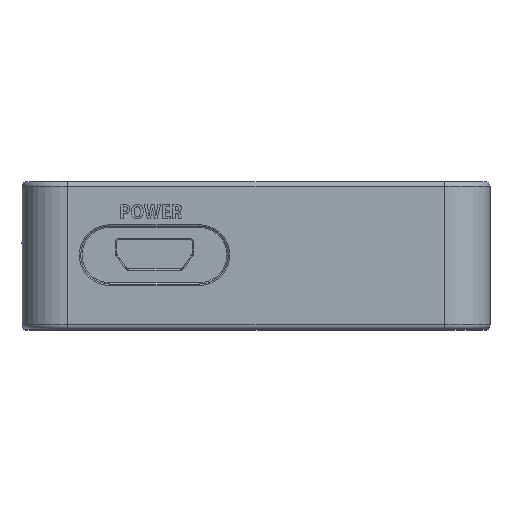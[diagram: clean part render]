
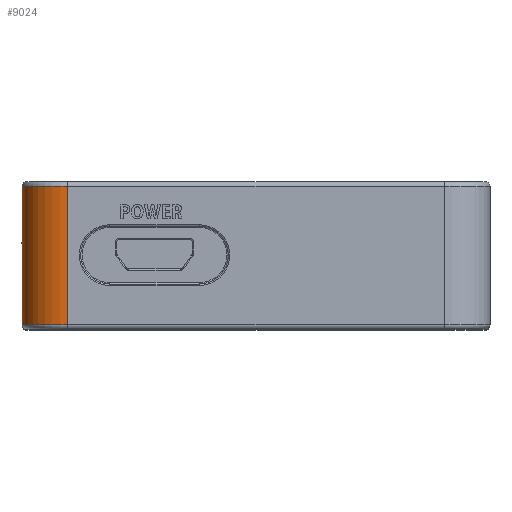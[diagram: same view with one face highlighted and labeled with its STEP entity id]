
A CAD part, top view. The second image highlights one B-rep face of the part: STEP entity #9024.
In plain terms, the highlighted cylindrical face has radius 5.01 mm (diameter 10.02 mm), a partial arc.
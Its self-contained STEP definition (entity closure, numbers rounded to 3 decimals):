
#67 = DIRECTION ( 'NONE',  ( 0., -1., 0. ) ) ;
#904 = VERTEX_POINT ( 'NONE', #7922 ) ;
#1094 = CIRCLE ( 'NONE', #5340, 5.01 ) ;
#1241 = LINE ( 'NONE', #7177, #3621 ) ;
#1536 = DIRECTION ( 'NONE',  ( 0., -1., 0. ) ) ;
#1585 = LINE ( 'NONE', #4162, #8138 ) ;
#1804 = CARTESIAN_POINT ( 'NONE',  ( -20.69, 14.5, 28.7 ) ) ;
#1808 = DIRECTION ( 'NONE',  ( 0., 0., -1. ) ) ;
#2672 = DIRECTION ( 'NONE',  ( 0., 1., 0. ) ) ;
#2982 = CARTESIAN_POINT ( 'NONE',  ( -20.69, 14.5, 23.69 ) ) ;
#3005 = ORIENTED_EDGE ( 'NONE', *, *, #9045, .F. ) ;
#3533 = VERTEX_POINT ( 'NONE', #7087 ) ;
#3621 = VECTOR ( 'NONE', #67, 1000. ) ;
#3870 = DIRECTION ( 'NONE',  ( 0., 0., 1. ) ) ;
#4162 = CARTESIAN_POINT ( 'NONE',  ( -25.7, 15., 23.69 ) ) ;
#4458 = CARTESIAN_POINT ( 'NONE',  ( -20.69, 15., 23.69 ) ) ;
#4893 = ORIENTED_EDGE ( 'NONE', *, *, #8612, .T. ) ;
#5340 = AXIS2_PLACEMENT_3D ( 'NONE', #7994, #2672, #8894 ) ;
#5380 = ORIENTED_EDGE ( 'NONE', *, *, #9432, .T. ) ;
#5510 = VERTEX_POINT ( 'NONE', #10185 ) ;
#7087 = CARTESIAN_POINT ( 'NONE',  ( -25.7, 14.5, 23.69 ) ) ;
#7135 = DIRECTION ( 'NONE',  ( 0., -1., 0. ) ) ;
#7177 = CARTESIAN_POINT ( 'NONE',  ( -20.69, 15., 28.7 ) ) ;
#7701 = ORIENTED_EDGE ( 'NONE', *, *, #9878, .T. ) ;
#7922 = CARTESIAN_POINT ( 'NONE',  ( -25.7, -0.7, 23.69 ) ) ;
#7994 = CARTESIAN_POINT ( 'NONE',  ( -20.69, -0.7, 23.69 ) ) ;
#8066 = CYLINDRICAL_SURFACE ( 'NONE', #9739, 5.01 ) ;
#8138 = VECTOR ( 'NONE', #1536, 1000. ) ;
#8328 = VERTEX_POINT ( 'NONE', #1804 ) ;
#8612 = EDGE_CURVE ( 'NONE', #3533, #904, #1585, .T. ) ;
#8894 = DIRECTION ( 'NONE',  ( 0., 0., -1. ) ) ;
#9024 = ADVANCED_FACE ( 'NONE', ( #10740 ), #8066, .T. ) ;
#9045 = EDGE_CURVE ( 'NONE', #8328, #5510, #1241, .T. ) ;
#9194 = DIRECTION ( 'NONE',  ( 0., -1., 0. ) ) ;
#9432 = EDGE_CURVE ( 'NONE', #904, #5510, #1094, .T. ) ;
#9739 = AXIS2_PLACEMENT_3D ( 'NONE', #4458, #7135, #1808 ) ;
#9869 = CIRCLE ( 'NONE', #9898, 5.01 ) ;
#9878 = EDGE_CURVE ( 'NONE', #8328, #3533, #9869, .T. ) ;
#9898 = AXIS2_PLACEMENT_3D ( 'NONE', #2982, #9194, #3870 ) ;
#10185 = CARTESIAN_POINT ( 'NONE',  ( -20.69, -0.7, 28.7 ) ) ;
#10740 = FACE_OUTER_BOUND ( 'NONE', #11023, .T. ) ;
#11023 = EDGE_LOOP ( 'NONE', ( #3005, #7701, #4893, #5380 ) ) ;
